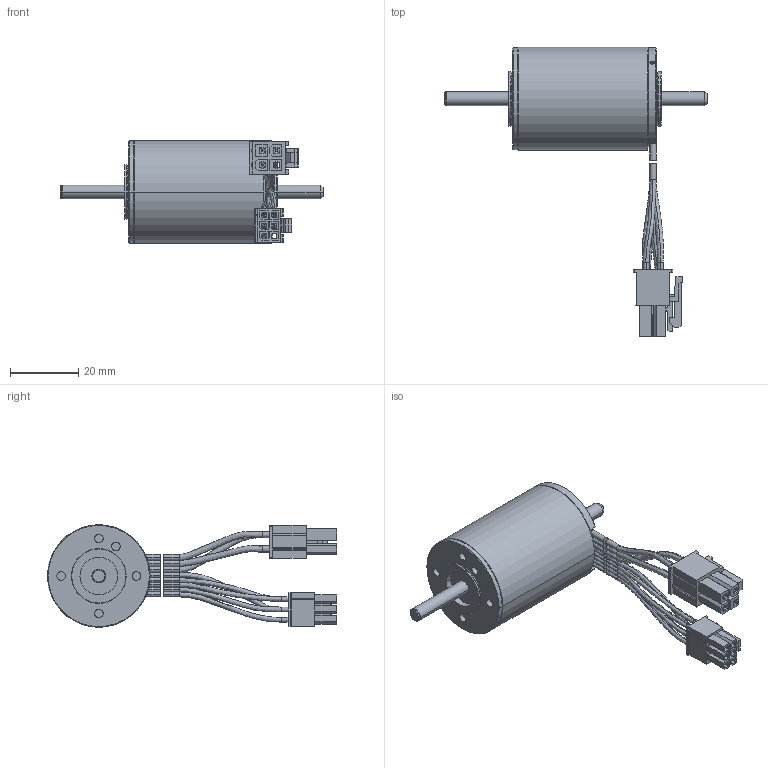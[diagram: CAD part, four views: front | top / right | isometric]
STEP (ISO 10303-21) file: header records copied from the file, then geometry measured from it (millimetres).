
FILE_DESCRIPTION((''),'2;1');
FILE_NAME('272766_EC-MAX30_40W','2016-10-14T',('mmagpetk'),(''),'CREO PARAMETRIC BY PTC INC, 2016050','CREO PARAMETRIC BY PTC INC, 2016050','');
FILE_SCHEMA(('CONFIG_CONTROL_DESIGN'));
Length unit declared in the file: millimetre
Products named in the file (1): 272766_EC-MAX30_40W
Bounding box: 77 x 84.5 x 30 mm (x, y, z)
Volume: 32832.3 mm3; surface area: 11256.9 mm2
Topology: 8 solids, 8 shells, 584 faces, 1564 edges, 1011 vertices
Faces by surface type: plane 383, cylinder 143, bspline 32, cone 20, torus 6
Entity records: 25898 total; most frequent: CARTESIAN_POINT 5084, ORIENTED_EDGE 3124, DIRECTION 3028, PRESENTATION_STYLE_ASSIGNMENT 1714, STYLED_ITEM 1570, CURVE_STYLE 1562, EDGE_CURVE 1562, VECTOR 1096
